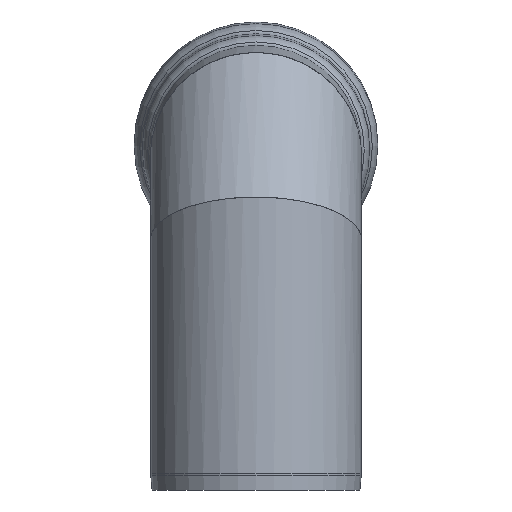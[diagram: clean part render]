
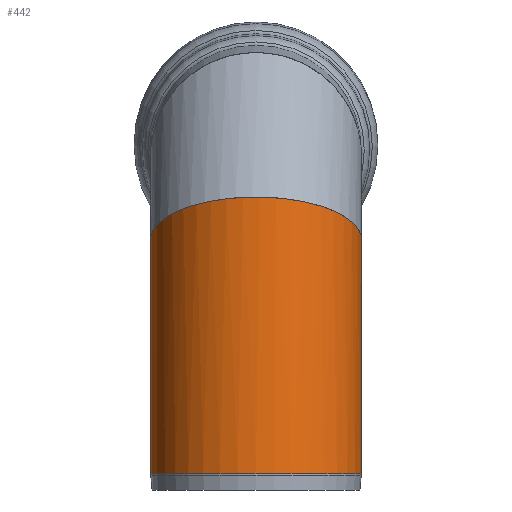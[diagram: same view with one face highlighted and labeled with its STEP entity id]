
A CAD part, left-side view. The second image highlights one B-rep face of the part: STEP entity #442.
In plain terms, the highlighted cylindrical face has radius 510 mm (diameter 1020 mm), a full revolution.
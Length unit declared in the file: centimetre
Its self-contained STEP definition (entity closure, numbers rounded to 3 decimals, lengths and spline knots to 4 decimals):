
#36=ELLIPSE('',#519,54.909,51.);
#59=LINE('',#812,#75);
#75=VECTOR('',#677,51.);
#86=CYLINDRICAL_SURFACE('',#518,51.);
#114=FACE_OUTER_BOUND('',#147,.T.);
#147=EDGE_LOOP('',(#383,#384,#385,#386));
#191=CIRCLE('',#515,51.);
#218=VERTEX_POINT('',#803);
#220=VERTEX_POINT('',#811);
#273=EDGE_CURVE('',#218,#218,#191,.T.);
#276=EDGE_CURVE('',#218,#220,#59,.T.);
#277=EDGE_CURVE('',#220,#220,#36,.T.);
#383=ORIENTED_EDGE('',*,*,#273,.F.);
#384=ORIENTED_EDGE('',*,*,#276,.T.);
#385=ORIENTED_EDGE('',*,*,#277,.F.);
#386=ORIENTED_EDGE('',*,*,#276,.F.);
#442=ADVANCED_FACE('',(#114),#86,.T.);
#515=AXIS2_PLACEMENT_3D('',#805,#668,#669);
#518=AXIS2_PLACEMENT_3D('',#810,#675,#676);
#519=AXIS2_PLACEMENT_3D('',#813,#678,#679);
#668=DIRECTION('center_axis',(0.,0.,-1.));
#669=DIRECTION('ref_axis',(1.,0.,0.));
#675=DIRECTION('center_axis',(0.,0.,-1.));
#676=DIRECTION('ref_axis',(-1.,0.,0.));
#677=DIRECTION('',(0.,0.,1.));
#678=DIRECTION('center_axis',(0.371,0.,0.929));
#679=DIRECTION('ref_axis',(-0.929,0.,0.371));
#803=CARTESIAN_POINT('',(748.1376,0.,146.544));
#805=CARTESIAN_POINT('Origin',(697.1376,0.,146.544));
#810=CARTESIAN_POINT('Origin',(697.1376,0.,248.8824));
#811=CARTESIAN_POINT('',(748.1376,0.,239.8364));
#812=CARTESIAN_POINT('',(748.1376,0.,248.8824));
#813=CARTESIAN_POINT('Origin',(697.1376,0.,260.1833));
